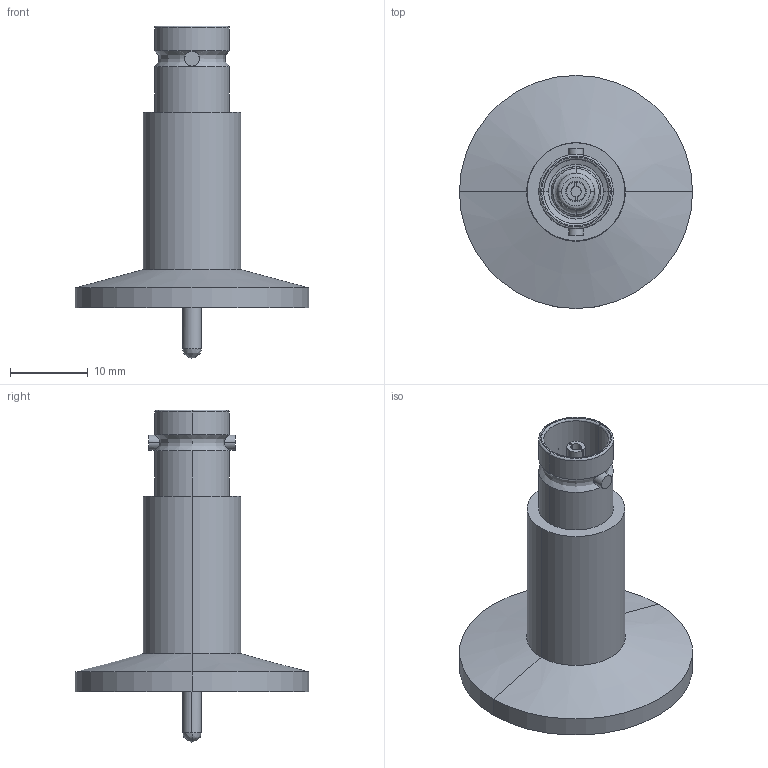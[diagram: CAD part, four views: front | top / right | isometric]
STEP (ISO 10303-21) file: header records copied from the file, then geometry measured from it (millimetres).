
FILE_DESCRIPTION (( 'STEP AP214' ), '1' );
FILE_NAME ('120XMG016-1.step', '2017-07-10T09:23:06', ( 'install' ), ( '' ), 'SwSTEP 2.0', 'SolidWorks 2015', '' );
FILE_SCHEMA (( 'AUTOMOTIVE_DESIGN' ));
Length unit declared in the file: inch
Products named in the file (1): 120XMG016-1
Bounding box: 29.97 x 29.97 x 42.67 mm (x, y, z)
Volume: 3949.9 mm3; surface area: 5360.1 mm2
Topology: 1 solids, 1 shells, 107 faces, 251 edges, 159 vertices
Faces by surface type: cylinder 55, plane 24, bspline 16, cone 12
Entity records: 3548 total; most frequent: CARTESIAN_POINT 1020, DIRECTION 566, ORIENTED_EDGE 498, EDGE_CURVE 249, AXIS2_PLACEMENT_3D 241, VERTEX_POINT 159, CIRCLE 149, EDGE_LOOP 122
